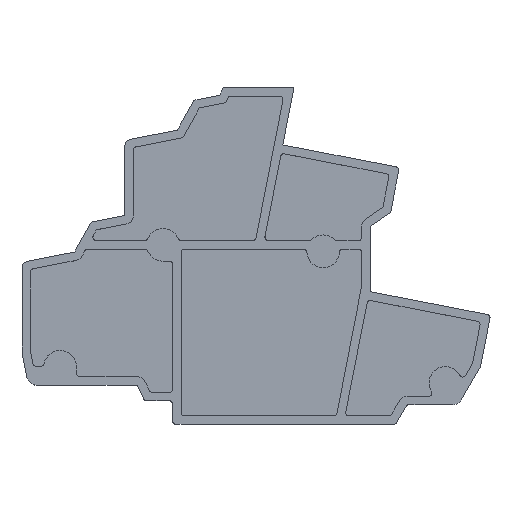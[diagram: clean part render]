
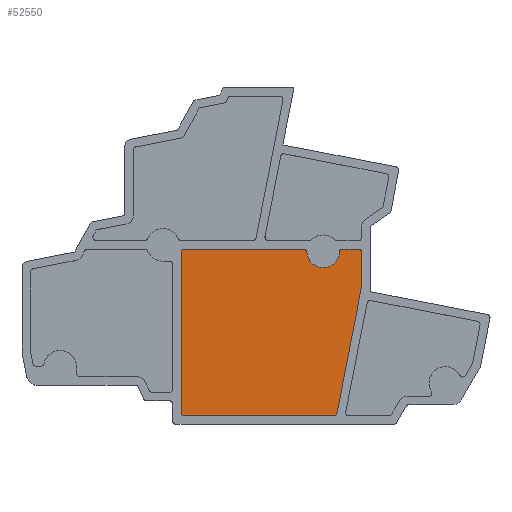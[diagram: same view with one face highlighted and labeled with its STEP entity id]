
A CAD part, top view. The second image highlights one B-rep face of the part: STEP entity #52550.
In plain terms, the highlighted planar face has unit normal (0, 0, 1).
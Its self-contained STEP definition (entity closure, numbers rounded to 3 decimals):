
#9420=CARTESIAN_POINT('',(0.,26.8,1.));
#9430=DIRECTION('',(1.,0.,0.));
#9440=VECTOR('',#9430,1.);
#9450=LINE('',#9420,#9440);
#9460=CARTESIAN_POINT('',(12.799,26.8,1.));
#9470=VERTEX_POINT('',#9460);
#9480=CARTESIAN_POINT('',(15.2,26.8,1.));
#9490=VERTEX_POINT('',#9480);
#9500=EDGE_CURVE('',#9470,#9490,#9450,.T.);
#22890=CARTESIAN_POINT('',(-11.4,26.8,1.));
#22900=VERTEX_POINT('',#22890);
#22930=CARTESIAN_POINT('',(-11.4,26.3,1.));
#22940=DIRECTION('',(0.,0.,1.));
#22950=DIRECTION('',(1.,0.,0.));
#22960=AXIS2_PLACEMENT_3D('',#22930,#22940,#22950);
#22970=CIRCLE('',#22960,0.5);
#22980=CARTESIAN_POINT('',(-11.9,26.3,1.));
#22990=VERTEX_POINT('',#22980);
#23000=EDGE_CURVE('',#22900,#22990,#22970,.T.);
#23640=CARTESIAN_POINT('',(11.918,1.705,1.));
#23650=VERTEX_POINT('',#23640);
#23810=CARTESIAN_POINT('',(11.427,1.3,1.));
#23820=VERTEX_POINT('',#23810);
#23850=CARTESIAN_POINT('',(11.427,1.8,1.));
#23860=DIRECTION('',(0.,0.,-1.));
#23870=DIRECTION('',(-1.,0.,0.));
#23880=AXIS2_PLACEMENT_3D('',#23850,#23860,#23870);
#23890=CIRCLE('',#23880,0.5);
#23900=EDGE_CURVE('',#23650,#23820,#23890,.T.);
#27330=CARTESIAN_POINT('',(11.586,0.,1.));
#27340=DIRECTION('',(0.191,0.982,0.));
#27350=VECTOR('',#27340,1.);
#27360=LINE('',#27330,#27350);
#27370=CARTESIAN_POINT('',(15.7,21.164,1.));
#27380=VERTEX_POINT('',#27370);
#27390=EDGE_CURVE('',#23650,#27380,#27360,.T.);
#35480=CARTESIAN_POINT('',(-11.9,1.8,1.));
#35490=VERTEX_POINT('',#35480);
#35520=CARTESIAN_POINT('',(-11.4,1.8,1.));
#35530=DIRECTION('',(0.,0.,-1.));
#35540=DIRECTION('',(-1.,0.,0.));
#35550=AXIS2_PLACEMENT_3D('',#35520,#35530,#35540);
#35560=CIRCLE('',#35550,0.5);
#35570=CARTESIAN_POINT('',(-11.4,1.3,1.));
#35580=VERTEX_POINT('',#35570);
#35590=EDGE_CURVE('',#35580,#35490,#35560,.T.);
#35740=CARTESIAN_POINT('',(0.,1.3,1.));
#35750=DIRECTION('',(1.,0.,0.));
#35760=VECTOR('',#35750,1.);
#35770=LINE('',#35740,#35760);
#35780=EDGE_CURVE('',#35580,#23820,#35770,.T.);
#36130=CARTESIAN_POINT('',(-11.9,0.,1.));
#36140=DIRECTION('',(0.,-1.,0.));
#36150=VECTOR('',#36140,1.);
#36160=LINE('',#36130,#36150);
#36170=EDGE_CURVE('',#22990,#35490,#36160,.T.);
#42560=CARTESIAN_POINT('',(9.804,26.469,1.));
#42570=DIRECTION('',(0.,0.,1.));
#42580=DIRECTION('',(1.,0.,0.));
#42590=AXIS2_PLACEMENT_3D('',#42560,#42570,#42580);
#42600=CIRCLE('',#42590,2.5);
#42610=CARTESIAN_POINT('',(7.308,26.328,1.));
#42620=VERTEX_POINT('',#42610);
#42630=CARTESIAN_POINT('',(12.3,26.328,1.));
#42640=VERTEX_POINT('',#42630);
#42650=EDGE_CURVE('',#42620,#42640,#42600,.T.);
#42830=CARTESIAN_POINT('',(0.,26.8,1.));
#42840=DIRECTION('',(1.,0.,0.));
#42850=VECTOR('',#42840,1.);
#42860=LINE('',#42830,#42850);
#42870=CARTESIAN_POINT('',(6.809,26.8,1.));
#42880=VERTEX_POINT('',#42870);
#42890=EDGE_CURVE('',#22900,#42880,#42860,.T.);
#45280=CARTESIAN_POINT('',(15.7,0.,1.));
#45290=DIRECTION('',(0.,-1.,0.));
#45300=VECTOR('',#45290,1.);
#45310=LINE('',#45280,#45300);
#45320=CARTESIAN_POINT('',(15.7,26.3,1.));
#45330=VERTEX_POINT('',#45320);
#45340=EDGE_CURVE('',#45330,#27380,#45310,.T.);
#46490=CARTESIAN_POINT('',(15.2,26.3,1.));
#46500=DIRECTION('',(0.,0.,-1.));
#46510=DIRECTION('',(-1.,0.,0.));
#46520=AXIS2_PLACEMENT_3D('',#46490,#46500,#46510);
#46530=CIRCLE('',#46520,0.5);
#46540=EDGE_CURVE('',#9490,#45330,#46530,.T.);
#48310=CARTESIAN_POINT('',(6.809,26.3,1.));
#48320=DIRECTION('',(0.,0.,1.));
#48330=DIRECTION('',(1.,0.,0.));
#48340=AXIS2_PLACEMENT_3D('',#48310,#48320,#48330);
#48350=CIRCLE('',#48340,0.5);
#48360=EDGE_CURVE('',#42620,#42880,#48350,.T.);
#48490=CARTESIAN_POINT('',(12.799,26.3,1.));
#48500=DIRECTION('',(0.,0.,1.));
#48510=DIRECTION('',(1.,0.,0.));
#48520=AXIS2_PLACEMENT_3D('',#48490,#48500,#48510);
#48530=CIRCLE('',#48520,0.5);
#48540=EDGE_CURVE('',#9470,#42640,#48530,.T.);
#52350=CARTESIAN_POINT('',(12.473,32.948,1.));
#52360=DIRECTION('',(0.,0.,1.));
#52370=DIRECTION('',(1.,0.,0.));
#52380=AXIS2_PLACEMENT_3D('',#52350,#52360,#52370);
#52390=PLANE('',#52380);
#52400=ORIENTED_EDGE('',*,*,#27390,.T.);
#52410=ORIENTED_EDGE('',*,*,#23900,.F.);
#52420=ORIENTED_EDGE('',*,*,#35780,.T.);
#52430=ORIENTED_EDGE('',*,*,#35590,.F.);
#52440=ORIENTED_EDGE('',*,*,#36170,.T.);
#52450=ORIENTED_EDGE('',*,*,#23000,.T.);
#52460=ORIENTED_EDGE('',*,*,#42890,.F.);
#52470=ORIENTED_EDGE('',*,*,#48360,.T.);
#52480=ORIENTED_EDGE('',*,*,#42650,.F.);
#52490=ORIENTED_EDGE('',*,*,#48540,.T.);
#52500=ORIENTED_EDGE('',*,*,#9500,.F.);
#52510=ORIENTED_EDGE('',*,*,#46540,.F.);
#52520=ORIENTED_EDGE('',*,*,#45340,.F.);
#52530=EDGE_LOOP('',(#52520,#52510,#52500,#52490,#52480,#52470,#52460,
#52450,#52440,#52430,#52420,#52410,#52400));
#52540=FACE_OUTER_BOUND('',#52530,.T.);
#52550=ADVANCED_FACE('',(#52540),#52390,.T.);
